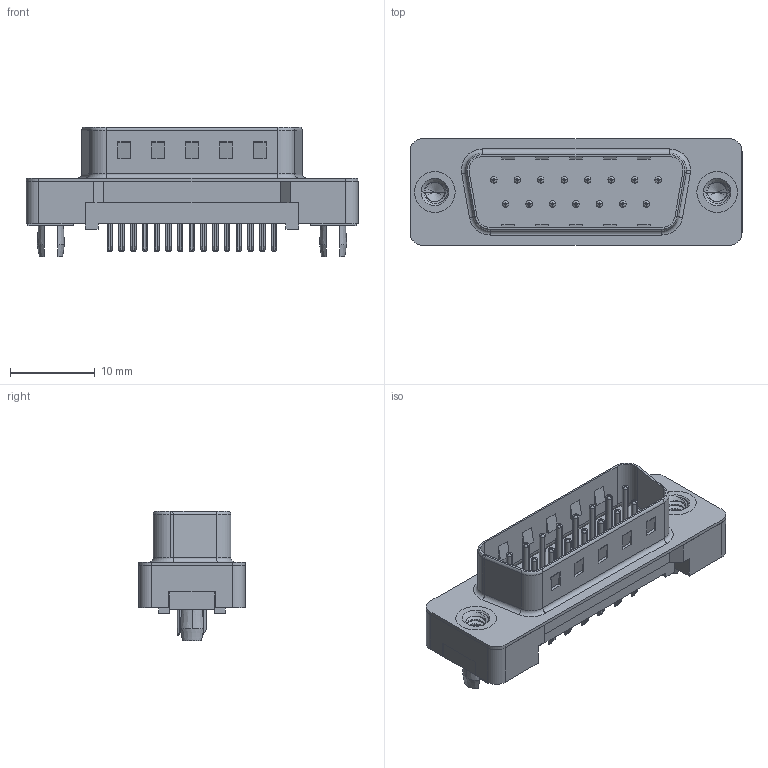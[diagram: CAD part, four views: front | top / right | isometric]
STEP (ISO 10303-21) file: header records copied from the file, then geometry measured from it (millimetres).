
FILE_DESCRIPTION (( 'STEP AP203' ), '1' );
FILE_NAME ('627-015-220-016.STEP', '2020-07-15T23:14:46', ( '' ), ( '' ), 'SwSTEP 2.0', 'SolidWorks 2020', '' );
FILE_SCHEMA (( 'CONFIG_CONTROL_DESIGN' ));
Length unit declared in the file: millimetre
Products named in the file (6): 627 Plastic Body Housing_15 Contacts; 627 PB 4-40 Threaded Rivet with Boardlock; 627 PB Contact Row 1_20; 627 PB Shell_15 Contacts; 627 PB Contact Row 2_20; 627-015-220-016
Assembly tree (19 placements, depth 2):
  627-015-220-016
    627 Plastic Body Housing_15 Contacts
    627 PB Shell_15 Contacts
    627 PB Contact Row 1_20  x8
    627 PB Contact Row 2_20  x7
    627 PB 4-40 Threaded Rivet with Boardlock  x2
Bounding box: 39.19 x 12.6 x 15.25 mm (x, y, z)
Volume: 2015.9 mm3; surface area: 4350.7 mm2
Topology: 19 solids, 19 shells, 1177 faces, 3108 edges, 1997 vertices
Faces by surface type: plane 751, cylinder 334, torus 64, cone 22, bspline 6
Entity records: 18418 total; most frequent: CARTESIAN_POINT 3891, DIRECTION 2817, ORIENTED_EDGE 2808, EDGE_CURVE 1404, VECTOR 989, LINE 989, AXIS2_PLACEMENT_3D 914, VERTEX_POINT 908
